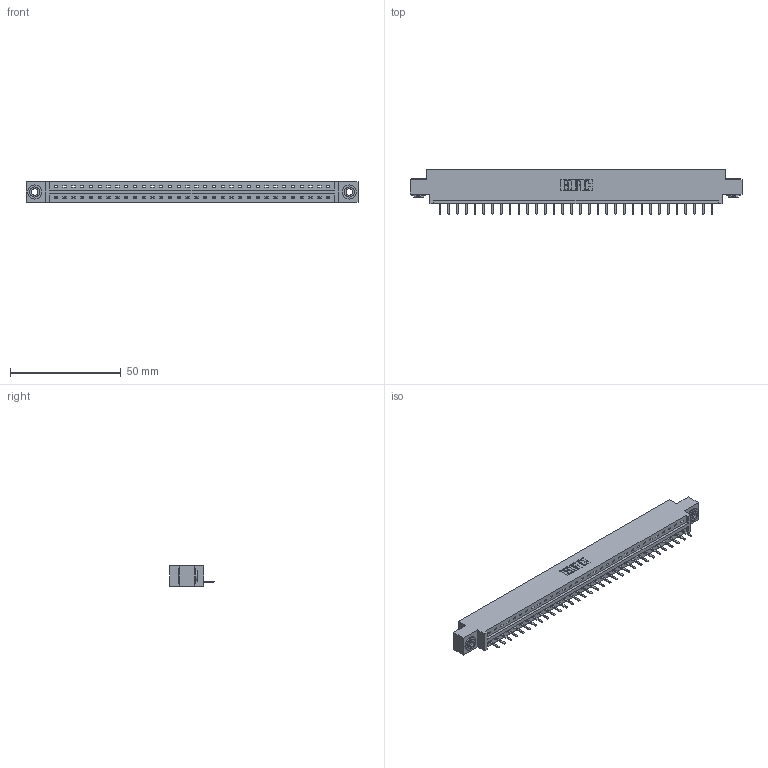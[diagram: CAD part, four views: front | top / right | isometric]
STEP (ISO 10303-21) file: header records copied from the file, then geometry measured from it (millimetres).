
FILE_DESCRIPTION (( 'STEP AP203' ), '1' );
FILE_NAME ('337-032-520-603.STEP', '2018-08-07T04:38:38', ( '' ), ( '' ), 'SwSTEP 2.0', 'SolidWorks 2016', '' );
FILE_SCHEMA (( 'CONFIG_CONTROL_DESIGN' ));
Length unit declared in the file: inch
Products named in the file (4): 345-250-002_345-250-002-102; 337-032-520-603; 337 Part_0.170 Offset - 0.156 Dia-TH; 345-292-001_345-293-120
Assembly tree (35 placements, depth 2):
  337-032-520-603
    337 Part_0.170 Offset - 0.156 Dia-TH
    345-292-001_345-293-120  x32
    345-250-002_345-250-002-102  x2
Bounding box: 149.81 x 20.02 x 9.4 mm (x, y, z)
Volume: 15254.9 mm3; surface area: 15705.9 mm2
Topology: 35 solids, 35 shells, 2268 faces, 6671 edges, 4358 vertices
Faces by surface type: plane 1620, cylinder 640, cone 8
Entity records: 25976 total; most frequent: CARTESIAN_POINT 4513, ORIENTED_EDGE 4462, DIRECTION 3841, EDGE_CURVE 2231, LINE 2075, VECTOR 2075, VERTEX_POINT 1482, AXIS2_PLACEMENT_3D 883
